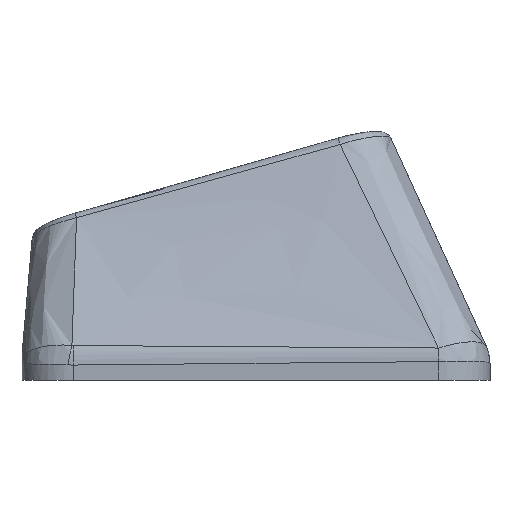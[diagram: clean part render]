
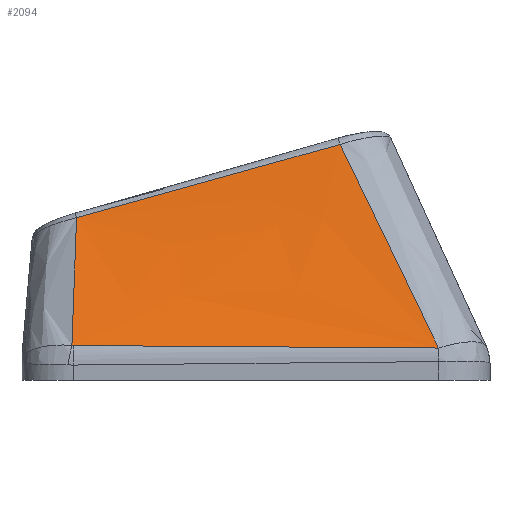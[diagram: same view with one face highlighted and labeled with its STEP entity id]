
A CAD part, left-side view. The second image highlights one B-rep face of the part: STEP entity #2094.
In plain terms, the highlighted free-form (B-spline) face has degree [3, 3] with [4, 4] control points.
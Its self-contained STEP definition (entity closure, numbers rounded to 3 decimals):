
#52=B_SPLINE_SURFACE_WITH_KNOTS('',3,3,((#5225,#5226,#5227,#5228),(#5229,
#5230,#5231,#5232),(#5233,#5234,#5235,#5236),(#5237,#5238,#5239,#5240)),
 .UNSPECIFIED.,.F.,.F.,.F.,(4,4),(4,4),(0.104,0.893),
(0.036,0.97),.UNSPECIFIED.);
#226=FACE_OUTER_BOUND('',#327,.T.);
#327=EDGE_LOOP('',(#1765,#1766,#1767,#1768,#1769,#1770));
#512=B_SPLINE_CURVE_WITH_KNOTS('',3,(#4745,#4746,#4747,#4748),
 .UNSPECIFIED.,.F.,.F.,(4,4),(0.,0.),.UNSPECIFIED.);
#514=B_SPLINE_CURVE_WITH_KNOTS('',3,(#4772,#4773,#4774,#4775),
 .UNSPECIFIED.,.F.,.F.,(4,4),(0.,1.416),.UNSPECIFIED.);
#516=B_SPLINE_CURVE_WITH_KNOTS('',3,(#4799,#4800,#4801,#4802),
 .UNSPECIFIED.,.F.,.F.,(4,4),(0.,0.005),
 .UNSPECIFIED.);
#538=B_SPLINE_CURVE_WITH_KNOTS('',3,(#5215,#5216,#5217,#5218),
 .UNSPECIFIED.,.F.,.F.,(4,4),(-0.605,-0.029),
 .UNSPECIFIED.);
#540=B_SPLINE_CURVE_WITH_KNOTS('',3,(#5242,#5243,#5244,#5245),
 .UNSPECIFIED.,.F.,.F.,(4,4),(0.035,0.961),
 .UNSPECIFIED.);
#541=B_SPLINE_CURVE_WITH_KNOTS('',3,(#5246,#5247,#5248,#5249),
 .UNSPECIFIED.,.F.,.F.,(4,4),(-1.061,0.),.UNSPECIFIED.);
#930=VERTEX_POINT('',#4704);
#934=VERTEX_POINT('',#4738);
#936=VERTEX_POINT('',#4765);
#938=VERTEX_POINT('',#4792);
#965=VERTEX_POINT('',#5214);
#966=VERTEX_POINT('',#5241);
#1234=EDGE_CURVE('',#930,#934,#512,.T.);
#1237=EDGE_CURVE('',#934,#936,#514,.T.);
#1240=EDGE_CURVE('',#936,#938,#516,.T.);
#1281=EDGE_CURVE('',#938,#965,#538,.T.);
#1283=EDGE_CURVE('',#966,#930,#540,.T.);
#1284=EDGE_CURVE('',#965,#966,#541,.T.);
#1765=ORIENTED_EDGE('',*,*,#1240,.F.);
#1766=ORIENTED_EDGE('',*,*,#1237,.F.);
#1767=ORIENTED_EDGE('',*,*,#1234,.F.);
#1768=ORIENTED_EDGE('',*,*,#1283,.F.);
#1769=ORIENTED_EDGE('',*,*,#1284,.F.);
#1770=ORIENTED_EDGE('',*,*,#1281,.F.);
#2094=ADVANCED_FACE('',(#226),#52,.T.);
#4704=CARTESIAN_POINT('',(-11.366,-7.081,0.254));
#4738=CARTESIAN_POINT('',(-11.366,-7.077,0.254));
#4745=CARTESIAN_POINT('Ctrl Pts',(-11.366,-7.081,0.254));
#4746=CARTESIAN_POINT('Ctrl Pts',(-11.366,-7.08,0.254));
#4747=CARTESIAN_POINT('Ctrl Pts',(-11.366,-7.079,0.254));
#4748=CARTESIAN_POINT('Ctrl Pts',(-11.366,-7.077,0.254));
#4765=CARTESIAN_POINT('',(-11.256,7.091,0.351));
#4772=CARTESIAN_POINT('Ctrl Pts',(-11.366,-7.077,0.254));
#4773=CARTESIAN_POINT('Ctrl Pts',(-11.346,-2.356,0.278));
#4774=CARTESIAN_POINT('Ctrl Pts',(-11.319,2.366,0.309));
#4775=CARTESIAN_POINT('Ctrl Pts',(-11.256,7.091,0.351));
#4792=CARTESIAN_POINT('',(-11.253,7.145,0.356));
#4799=CARTESIAN_POINT('Ctrl Pts',(-11.256,7.091,0.351));
#4800=CARTESIAN_POINT('Ctrl Pts',(-11.256,7.109,0.351));
#4801=CARTESIAN_POINT('Ctrl Pts',(-11.255,7.127,0.353));
#4802=CARTESIAN_POINT('Ctrl Pts',(-11.253,7.145,0.356));
#5214=CARTESIAN_POINT('',(-8.383,6.962,5.31));
#5215=CARTESIAN_POINT('Ctrl Pts',(-11.253,7.145,0.356));
#5216=CARTESIAN_POINT('Ctrl Pts',(-10.287,7.067,2.004));
#5217=CARTESIAN_POINT('Ctrl Pts',(-9.331,7.003,3.655));
#5218=CARTESIAN_POINT('Ctrl Pts',(-8.383,6.962,5.31));
#5225=CARTESIAN_POINT('Ctrl Pts',(-8.354,-3.678,8.269));
#5226=CARTESIAN_POINT('Ctrl Pts',(-9.358,-4.813,5.597));
#5227=CARTESIAN_POINT('Ctrl Pts',(-10.362,-5.947,2.926));
#5228=CARTESIAN_POINT('Ctrl Pts',(-11.366,-7.081,0.254));
#5229=CARTESIAN_POINT('Ctrl Pts',(-8.354,-0.058,
7.28));
#5230=CARTESIAN_POINT('Ctrl Pts',(-9.358,-0.819,
4.928));
#5231=CARTESIAN_POINT('Ctrl Pts',(-10.362,-1.579,2.576));
#5232=CARTESIAN_POINT('Ctrl Pts',(-11.366,-2.34,0.224));
#5233=CARTESIAN_POINT('Ctrl Pts',(-8.354,3.562,6.29));
#5234=CARTESIAN_POINT('Ctrl Pts',(-9.358,3.175,4.258));
#5235=CARTESIAN_POINT('Ctrl Pts',(-10.362,2.788,2.226));
#5236=CARTESIAN_POINT('Ctrl Pts',(-11.366,2.402,0.193));
#5237=CARTESIAN_POINT('Ctrl Pts',(-8.354,7.183,5.301));
#5238=CARTESIAN_POINT('Ctrl Pts',(-9.358,7.169,3.588));
#5239=CARTESIAN_POINT('Ctrl Pts',(-10.362,7.156,1.875));
#5240=CARTESIAN_POINT('Ctrl Pts',(-11.366,7.143,0.163));
#5241=CARTESIAN_POINT('',(-8.354,-3.263,8.156));
#5242=CARTESIAN_POINT('Ctrl Pts',(-8.354,-3.263,8.156));
#5243=CARTESIAN_POINT('Ctrl Pts',(-9.373,-4.546,5.53));
#5244=CARTESIAN_POINT('Ctrl Pts',(-10.373,-5.817,2.895));
#5245=CARTESIAN_POINT('Ctrl Pts',(-11.366,-7.081,0.254));
#5246=CARTESIAN_POINT('Ctrl Pts',(-8.383,6.962,5.31));
#5247=CARTESIAN_POINT('Ctrl Pts',(-8.374,3.551,6.247));
#5248=CARTESIAN_POINT('Ctrl Pts',(-8.362,0.143,7.199));
#5249=CARTESIAN_POINT('Ctrl Pts',(-8.354,-3.263,8.156));
